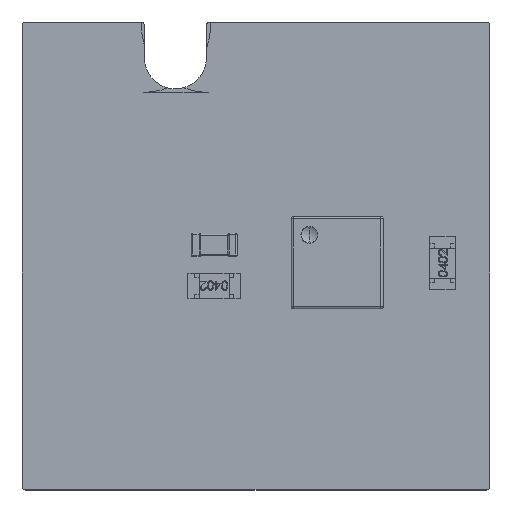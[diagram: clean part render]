
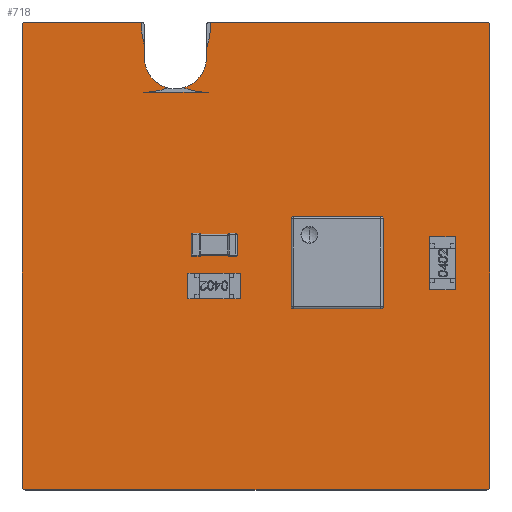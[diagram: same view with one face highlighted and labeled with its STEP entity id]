
A CAD part, top view. The second image highlights one B-rep face of the part: STEP entity #718.
In plain terms, the highlighted planar face has unit normal (0, 0, 1).
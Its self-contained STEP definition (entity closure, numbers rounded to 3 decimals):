
#55 = VERTEX_POINT('',#56);
#56 = CARTESIAN_POINT('',(0.,-0.077,0.));
#62 = EDGE_CURVE('',#55,#63,#65,.T.);
#63 = VERTEX_POINT('',#64);
#64 = CARTESIAN_POINT('',(-0.077,0.,
    0.));
#65 = CIRCLE('',#66,0.079);
#66 = AXIS2_PLACEMENT_3D('',#67,#68,#69);
#67 = CARTESIAN_POINT('',(0.002,0.002,
    0.));
#68 = DIRECTION('',(0.,0.,-1.));
#69 = DIRECTION('',(-0.02,-1.,0.));
#95 = EDGE_CURVE('',#63,#96,#98,.T.);
#96 = VERTEX_POINT('',#97);
#97 = CARTESIAN_POINT('',(-0.077,10.,0.));
#98 = LINE('',#99,#100);
#99 = CARTESIAN_POINT('',(-0.077,0.,0.));
#100 = VECTOR('',#101,1.);
#101 = DIRECTION('',(0.,1.,0.));
#126 = EDGE_CURVE('',#96,#127,#129,.T.);
#127 = VERTEX_POINT('',#128);
#128 = CARTESIAN_POINT('',(0.,10.077,0.)
  );
#129 = CIRCLE('',#130,0.079);
#130 = AXIS2_PLACEMENT_3D('',#131,#132,#133);
#131 = CARTESIAN_POINT('',(0.002,9.998,0.));
#132 = DIRECTION('',(0.,0.,-1.));
#133 = DIRECTION('',(-1.,0.02,0.));
#159 = EDGE_CURVE('',#127,#160,#162,.T.);
#160 = VERTEX_POINT('',#161);
#161 = CARTESIAN_POINT('',(2.5,10.077,0.));
#162 = LINE('',#163,#164);
#163 = CARTESIAN_POINT('',(0.,10.077,0.));
#164 = VECTOR('',#165,1.);
#165 = DIRECTION('',(1.,0.,0.));
#190 = EDGE_CURVE('',#160,#191,#193,.T.);
#191 = VERTEX_POINT('',#192);
#192 = CARTESIAN_POINT('',(2.515,10.075,0.));
#193 = CIRCLE('',#194,0.079);
#194 = AXIS2_PLACEMENT_3D('',#195,#196,#197);
#195 = CARTESIAN_POINT('',(2.498,9.998,0.));
#196 = DIRECTION('',(0.,0.,-1.));
#197 = DIRECTION('',(0.02,1.,0.));
#223 = EDGE_CURVE('',#191,#224,#226,.T.);
#224 = VERTEX_POINT('',#225);
#225 = CARTESIAN_POINT('',(2.577,9.573,0.));
#226 = CIRCLE('',#227,1.45);
#227 = AXIS2_PLACEMENT_3D('',#228,#229,#230);
#228 = CARTESIAN_POINT('',(3.963,10.,0.));
#229 = DIRECTION('',(0.,0.,1.));
#230 = DIRECTION('',(0.,1.,0.));
#256 = EDGE_CURVE('',#224,#257,#259,.T.);
#257 = VERTEX_POINT('',#258);
#258 = CARTESIAN_POINT('',(2.577,9.3,0.));
#259 = LINE('',#260,#261);
#260 = CARTESIAN_POINT('',(2.577,10.,0.));
#261 = VECTOR('',#262,1.);
#262 = DIRECTION('',(0.,-1.,0.));
#287 = EDGE_CURVE('',#257,#288,#290,.T.);
#288 = VERTEX_POINT('',#289);
#289 = CARTESIAN_POINT('',(3.085,8.647,0.));
#290 = CIRCLE('',#291,0.673);
#291 = AXIS2_PLACEMENT_3D('',#292,#293,#294);
#292 = CARTESIAN_POINT('',(3.25,9.3,0.));
#293 = DIRECTION('',(0.,0.,1.));
#294 = DIRECTION('',(-1.,0.,0.));
#322 = VERTEX_POINT('',#323);
#323 = CARTESIAN_POINT('',(2.563,8.55,0.));
#329 = EDGE_CURVE('',#322,#288,#330,.T.);
#330 = CIRCLE('',#331,1.45);
#331 = AXIS2_PLACEMENT_3D('',#332,#333,#334);
#332 = CARTESIAN_POINT('',(2.563,10.,0.));
#333 = DIRECTION('',(0.,0.,1.));
#334 = DIRECTION('',(0.,-1.,0.));
#355 = VERTEX_POINT('',#356);
#356 = CARTESIAN_POINT('',(3.963,8.55,0.));
#362 = EDGE_CURVE('',#355,#322,#363,.T.);
#363 = LINE('',#364,#365);
#364 = CARTESIAN_POINT('',(3.963,8.55,0.));
#365 = VECTOR('',#366,1.);
#366 = DIRECTION('',(-1.,0.,0.));
#386 = VERTEX_POINT('',#387);
#387 = CARTESIAN_POINT('',(3.43,8.651,0.));
#393 = EDGE_CURVE('',#386,#355,#394,.T.);
#394 = CIRCLE('',#395,1.45);
#395 = AXIS2_PLACEMENT_3D('',#396,#397,#398);
#396 = CARTESIAN_POINT('',(3.963,10.,0.));
#397 = DIRECTION('',(0.,0.,1.));
#398 = DIRECTION('',(0.,1.,0.));
#417 = EDGE_CURVE('',#386,#418,#420,.T.);
#418 = VERTEX_POINT('',#419);
#419 = CARTESIAN_POINT('',(3.923,9.298,0.));
#420 = CIRCLE('',#421,0.673);
#421 = AXIS2_PLACEMENT_3D('',#422,#423,#424);
#422 = CARTESIAN_POINT('',(3.25,9.3,0.));
#423 = DIRECTION('',(0.,0.,1.));
#424 = DIRECTION('',(-1.,0.,0.));
#450 = EDGE_CURVE('',#418,#451,#453,.T.);
#451 = VERTEX_POINT('',#452);
#452 = CARTESIAN_POINT('',(3.923,9.3,0.));
#453 = LINE('',#454,#455);
#454 = CARTESIAN_POINT('',(3.923,9.298,0.));
#455 = VECTOR('',#456,1.);
#456 = DIRECTION('',(0.,1.,0.));
#481 = EDGE_CURVE('',#451,#482,#484,.T.);
#482 = VERTEX_POINT('',#483);
#483 = CARTESIAN_POINT('',(3.923,9.498,0.));
#484 = LINE('',#485,#486);
#485 = CARTESIAN_POINT('',(3.923,9.3,0.));
#486 = VECTOR('',#487,1.);
#487 = DIRECTION('',(0.,1.,0.));
#512 = EDGE_CURVE('',#482,#513,#515,.T.);
#513 = VERTEX_POINT('',#514);
#514 = CARTESIAN_POINT('',(4.011,10.077,0.));
#515 = CIRCLE('',#516,1.45);
#516 = AXIS2_PLACEMENT_3D('',#517,#518,#519);
#517 = CARTESIAN_POINT('',(2.563,10.,0.));
#518 = DIRECTION('',(0.,0.,1.));
#519 = DIRECTION('',(0.,-1.,0.));
#545 = EDGE_CURVE('',#513,#546,#548,.T.);
#546 = VERTEX_POINT('',#547);
#547 = CARTESIAN_POINT('',(10.,10.077,0.));
#548 = LINE('',#549,#550);
#549 = CARTESIAN_POINT('',(4.,10.077,0.));
#550 = VECTOR('',#551,1.);
#551 = DIRECTION('',(1.,0.,0.));
#576 = EDGE_CURVE('',#546,#577,#579,.T.);
#577 = VERTEX_POINT('',#578);
#578 = CARTESIAN_POINT('',(10.077,10.,0.));
#579 = CIRCLE('',#580,0.079);
#580 = AXIS2_PLACEMENT_3D('',#581,#582,#583);
#581 = CARTESIAN_POINT('',(9.998,9.998,0.));
#582 = DIRECTION('',(0.,0.,-1.));
#583 = DIRECTION('',(0.02,1.,0.));
#609 = EDGE_CURVE('',#577,#610,#612,.T.);
#610 = VERTEX_POINT('',#611);
#611 = CARTESIAN_POINT('',(10.077,0.,0.)
  );
#612 = LINE('',#613,#614);
#613 = CARTESIAN_POINT('',(10.077,10.,0.));
#614 = VECTOR('',#615,1.);
#615 = DIRECTION('',(0.,-1.,0.));
#640 = EDGE_CURVE('',#610,#641,#643,.T.);
#641 = VERTEX_POINT('',#642);
#642 = CARTESIAN_POINT('',(10.,-0.077,0.));
#643 = CIRCLE('',#644,0.079);
#644 = AXIS2_PLACEMENT_3D('',#645,#646,#647);
#645 = CARTESIAN_POINT('',(9.998,0.002,0.));
#646 = DIRECTION('',(0.,0.,-1.));
#647 = DIRECTION('',(1.,-0.02,0.));
#673 = EDGE_CURVE('',#641,#55,#674,.T.);
#674 = LINE('',#675,#676);
#675 = CARTESIAN_POINT('',(10.,-0.077,0.));
#676 = VECTOR('',#677,1.);
#677 = DIRECTION('',(-1.,0.,0.));
#718 = ADVANCED_FACE('',(#719),#741,.T.);
#719 = FACE_BOUND('',#720,.T.);
#720 = EDGE_LOOP('',(#721,#722,#723,#724,#725,#726,#727,#728,#729,#730,
    #731,#732,#733,#734,#735,#736,#737,#738,#739,#740));
#721 = ORIENTED_EDGE('',*,*,#62,.F.);
#722 = ORIENTED_EDGE('',*,*,#673,.F.);
#723 = ORIENTED_EDGE('',*,*,#640,.F.);
#724 = ORIENTED_EDGE('',*,*,#609,.F.);
#725 = ORIENTED_EDGE('',*,*,#576,.F.);
#726 = ORIENTED_EDGE('',*,*,#545,.F.);
#727 = ORIENTED_EDGE('',*,*,#512,.F.);
#728 = ORIENTED_EDGE('',*,*,#481,.F.);
#729 = ORIENTED_EDGE('',*,*,#450,.F.);
#730 = ORIENTED_EDGE('',*,*,#417,.F.);
#731 = ORIENTED_EDGE('',*,*,#393,.T.);
#732 = ORIENTED_EDGE('',*,*,#362,.T.);
#733 = ORIENTED_EDGE('',*,*,#329,.T.);
#734 = ORIENTED_EDGE('',*,*,#287,.F.);
#735 = ORIENTED_EDGE('',*,*,#256,.F.);
#736 = ORIENTED_EDGE('',*,*,#223,.F.);
#737 = ORIENTED_EDGE('',*,*,#190,.F.);
#738 = ORIENTED_EDGE('',*,*,#159,.F.);
#739 = ORIENTED_EDGE('',*,*,#126,.F.);
#740 = ORIENTED_EDGE('',*,*,#95,.F.);
#741 = PLANE('',#742);
#742 = AXIS2_PLACEMENT_3D('',#743,#744,#745);
#743 = CARTESIAN_POINT('',(0.,-0.077,0.));
#744 = DIRECTION('',(0.,0.,1.));
#745 = DIRECTION('',(1.,0.,0.));
